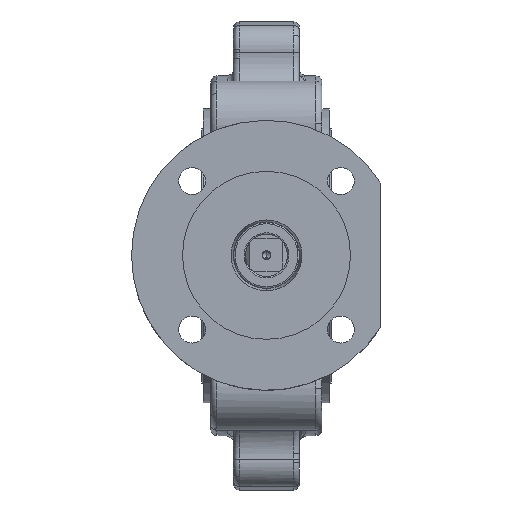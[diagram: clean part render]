
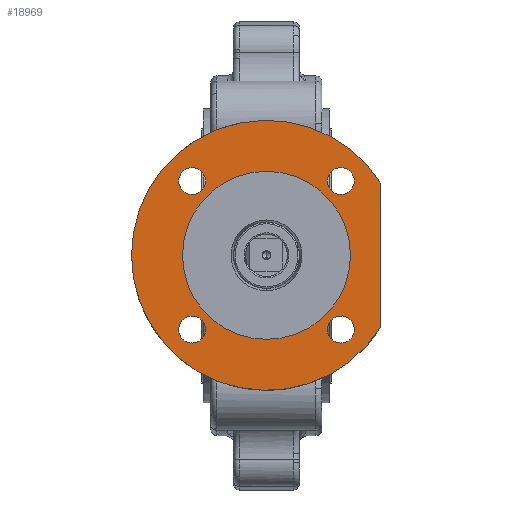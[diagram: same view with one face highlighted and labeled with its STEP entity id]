
A CAD part, top view. The second image highlights one B-rep face of the part: STEP entity #18969.
In plain terms, the highlighted planar face has unit normal (0, 0, 1).
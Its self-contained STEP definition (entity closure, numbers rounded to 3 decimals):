
#2429=CARTESIAN_POINT('',(-45.,0.,130.));
#2430=VERTEX_POINT('',#2429);
#2437=CARTESIAN_POINT('',(38.,24.104,130.));
#2438=VERTEX_POINT('',#2437);
#2439=CARTESIAN_POINT('',(0.,0.,130.));
#2440=DIRECTION('',(0.,0.,1.));
#2441=DIRECTION('',(-1.,-0.,0.));
#2442=AXIS2_PLACEMENT_3D('',#2439,#2440,#2441);
#2443=CIRCLE('',#2442,45.);
#2444=EDGE_CURVE('NONE',#2438,#2430,#2443,.T.);
#2511=CARTESIAN_POINT('',(-0.,28.,130.));
#2512=VERTEX_POINT('',#2511);
#2513=CARTESIAN_POINT('',(0.,-28.,130.));
#2514=VERTEX_POINT('',#2513);
#2515=CARTESIAN_POINT('',(0.,0.,130.));
#2516=DIRECTION('',(0.,0.,-1.));
#2517=DIRECTION('',(0.,-1.,0.));
#2518=AXIS2_PLACEMENT_3D('',#2515,#2516,#2517);
#2519=CIRCLE('',#2518,28.);
#2520=EDGE_CURVE('NONE',#2512,#2514,#2519,.T.);
#2606=CARTESIAN_POINT('',(-24.749,20.249,130.));
#2607=VERTEX_POINT('',#2606);
#2614=CARTESIAN_POINT('',(-24.749,29.249,130.));
#2615=VERTEX_POINT('',#2614);
#2616=CARTESIAN_POINT('',(-24.749,24.749,130.));
#2617=DIRECTION('',(-0.,0.,-1.));
#2618=DIRECTION('',(0.,1.,0.));
#2619=AXIS2_PLACEMENT_3D('',#2616,#2617,#2618);
#2620=CIRCLE('',#2619,4.5);
#2621=EDGE_CURVE('NONE',#2615,#2607,#2620,.T.);
#2648=CARTESIAN_POINT('',(-20.249,-24.749,130.));
#2649=VERTEX_POINT('',#2648);
#2656=CARTESIAN_POINT('',(-29.249,-24.749,130.));
#2657=VERTEX_POINT('',#2656);
#2658=CARTESIAN_POINT('',(-24.749,-24.749,130.));
#2659=DIRECTION('',(-0.,-0.,-1.));
#2660=DIRECTION('',(-1.,0.,0.));
#2661=AXIS2_PLACEMENT_3D('',#2658,#2659,#2660);
#2662=CIRCLE('',#2661,4.5);
#2663=EDGE_CURVE('NONE',#2657,#2649,#2662,.T.);
#2690=CARTESIAN_POINT('',(24.749,-20.249,130.));
#2691=VERTEX_POINT('',#2690);
#2698=CARTESIAN_POINT('',(24.749,-29.249,130.));
#2699=VERTEX_POINT('',#2698);
#2700=CARTESIAN_POINT('',(24.749,-24.749,130.));
#2701=DIRECTION('',(-0.,-0.,-1.));
#2702=DIRECTION('',(0.,-1.,0.));
#2703=AXIS2_PLACEMENT_3D('',#2700,#2701,#2702);
#2704=CIRCLE('',#2703,4.5);
#2705=EDGE_CURVE('NONE',#2699,#2691,#2704,.T.);
#2732=CARTESIAN_POINT('',(20.249,24.749,130.));
#2733=VERTEX_POINT('',#2732);
#2740=CARTESIAN_POINT('',(29.249,24.749,130.));
#2741=VERTEX_POINT('',#2740);
#2742=CARTESIAN_POINT('',(24.749,24.749,130.));
#2743=DIRECTION('',(-0.,-0.,-1.));
#2744=DIRECTION('',(1.,0.,-0.));
#2745=AXIS2_PLACEMENT_3D('',#2742,#2743,#2744);
#2746=CIRCLE('',#2745,4.5);
#2747=EDGE_CURVE('NONE',#2741,#2733,#2746,.T.);
#16903=CARTESIAN_POINT('',(38.,-24.104,130.));
#16904=VERTEX_POINT('',#16903);
#16905=CARTESIAN_POINT('',(38.,-24.104,130.));
#16906=DIRECTION('',(-0.,1.,0.));
#16907=VECTOR('',#16906,48.208);
#16908=LINE('',#16905,#16907);
#16909=EDGE_CURVE('NONE',#16904,#2438,#16908,.T.);
#18839=CARTESIAN_POINT('',(24.749,24.749,130.));
#18840=DIRECTION('',(-0.,-0.,-1.));
#18841=DIRECTION('',(1.,0.,-0.));
#18842=AXIS2_PLACEMENT_3D('',#18839,#18840,#18841);
#18843=CIRCLE('',#18842,4.5);
#18844=EDGE_CURVE('NONE',#2733,#2741,#18843,.T.);
#18857=CARTESIAN_POINT('',(24.749,-24.749,130.));
#18858=DIRECTION('',(-0.,-0.,-1.));
#18859=DIRECTION('',(0.,-1.,0.));
#18860=AXIS2_PLACEMENT_3D('',#18857,#18858,#18859);
#18861=CIRCLE('',#18860,4.5);
#18862=EDGE_CURVE('NONE',#2691,#2699,#18861,.T.);
#18875=CARTESIAN_POINT('',(-24.749,-24.749,130.));
#18876=DIRECTION('',(-0.,-0.,-1.));
#18877=DIRECTION('',(-1.,0.,0.));
#18878=AXIS2_PLACEMENT_3D('',#18875,#18876,#18877);
#18879=CIRCLE('',#18878,4.5);
#18880=EDGE_CURVE('NONE',#2649,#2657,#18879,.T.);
#18893=CARTESIAN_POINT('',(-24.749,24.749,130.));
#18894=DIRECTION('',(-0.,0.,-1.));
#18895=DIRECTION('',(0.,1.,0.));
#18896=AXIS2_PLACEMENT_3D('',#18893,#18894,#18895);
#18897=CIRCLE('',#18896,4.5);
#18898=EDGE_CURVE('NONE',#2607,#2615,#18897,.T.);
#18927=CARTESIAN_POINT('',(0.,-14.,130.));
#18928=DIRECTION('',(0.,0.,1.));
#18929=DIRECTION('',(-0.,1.,0.));
#18930=AXIS2_PLACEMENT_3D('',#18927,#18928,#18929);
#18931=PLANE('',#18930);
#18932=ORIENTED_EDGE('',*,*,#16909,.T.);
#18933=ORIENTED_EDGE('',*,*,#2444,.T.);
#18934=CARTESIAN_POINT('',(0.,0.,130.));
#18935=DIRECTION('',(0.,0.,1.));
#18936=DIRECTION('',(-1.,-0.,0.));
#18937=AXIS2_PLACEMENT_3D('',#18934,#18935,#18936);
#18938=CIRCLE('',#18937,45.);
#18939=EDGE_CURVE('NONE',#2430,#16904,#18938,.T.);
#18940=ORIENTED_EDGE('',*,*,#18939,.T.);
#18941=EDGE_LOOP('',(#18932,#18933,#18940));
#18942=FACE_BOUND('',#18941,.T.);
#18943=ORIENTED_EDGE('',*,*,#2747,.T.);
#18944=ORIENTED_EDGE('',*,*,#18844,.T.);
#18945=EDGE_LOOP('',(#18943,#18944));
#18946=FACE_BOUND('',#18945,.T.);
#18947=ORIENTED_EDGE('',*,*,#2705,.T.);
#18948=ORIENTED_EDGE('',*,*,#18862,.T.);
#18949=EDGE_LOOP('',(#18947,#18948));
#18950=FACE_BOUND('',#18949,.T.);
#18951=ORIENTED_EDGE('',*,*,#2663,.T.);
#18952=ORIENTED_EDGE('',*,*,#18880,.T.);
#18953=EDGE_LOOP('',(#18951,#18952));
#18954=FACE_BOUND('',#18953,.T.);
#18955=ORIENTED_EDGE('',*,*,#2621,.T.);
#18956=ORIENTED_EDGE('',*,*,#18898,.T.);
#18957=EDGE_LOOP('',(#18955,#18956));
#18958=FACE_BOUND('',#18957,.T.);
#18959=CARTESIAN_POINT('',(0.,0.,130.));
#18960=DIRECTION('',(0.,0.,-1.));
#18961=DIRECTION('',(0.,-1.,0.));
#18962=AXIS2_PLACEMENT_3D('',#18959,#18960,#18961);
#18963=CIRCLE('',#18962,28.);
#18964=EDGE_CURVE('NONE',#2514,#2512,#18963,.T.);
#18965=ORIENTED_EDGE('',*,*,#18964,.T.);
#18966=ORIENTED_EDGE('',*,*,#2520,.T.);
#18967=EDGE_LOOP('',(#18965,#18966));
#18968=FACE_BOUND('',#18967,.T.);
#18969=ADVANCED_FACE('NONE',(#18942,#18946,#18950,#18954,#18958,#18968),#18931,.T.);
